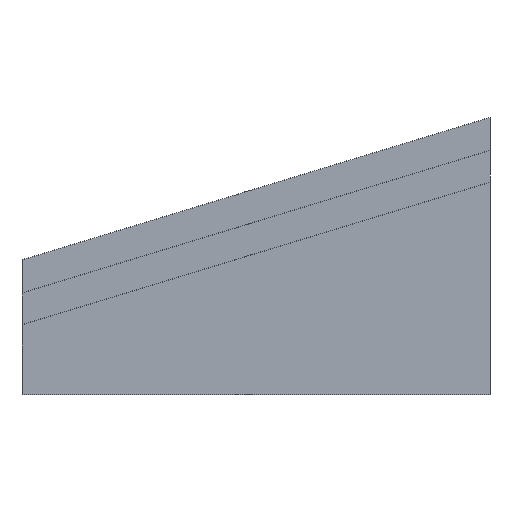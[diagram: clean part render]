
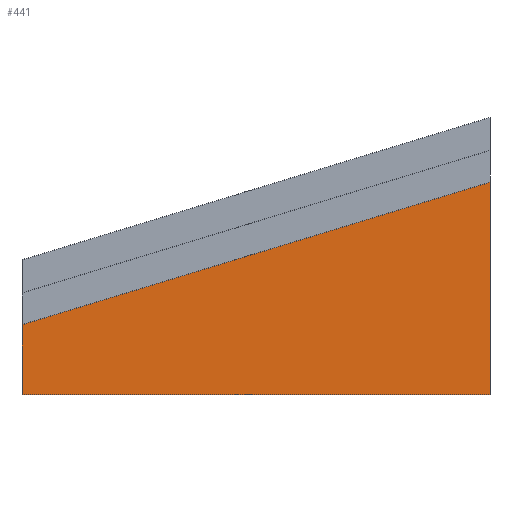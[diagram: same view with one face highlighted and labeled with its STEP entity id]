
A CAD part, front view. The second image highlights one B-rep face of the part: STEP entity #441.
In plain terms, the highlighted planar face has unit normal (0, -1, 0).
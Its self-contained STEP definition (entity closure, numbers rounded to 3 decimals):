
#61=CARTESIAN_POINT('Vertex',(100.,-50.,0.)) ;
#66=CARTESIAN_POINT('Line Origine',(0.,-50.,0.)) ;
#70=CARTESIAN_POINT('Vertex',(-100.,-50.,0.)) ;
#287=CARTESIAN_POINT('Vertex',(-100.,-50.,29.878)) ;
#311=CARTESIAN_POINT('Line Origine',(-100.,-50.,14.939)) ;
#356=CARTESIAN_POINT('Vertex',(100.,-50.,90.798)) ;
#359=CARTESIAN_POINT('Line Origine',(100.,-50.,45.399)) ;
#413=CARTESIAN_POINT('Line Origine',(0.,-50.,60.338)) ;
#430=CARTESIAN_POINT('Axis2P3D Location',(100.,-50.,0.)) ;
#67=DIRECTION('Vector Direction',(-1.,0.,0.)) ;
#312=DIRECTION('Vector Direction',(0.,0.,1.)) ;
#360=DIRECTION('Vector Direction',(0.,0.,1.)) ;
#414=DIRECTION('Vector Direction',(0.957,0.,0.291)) ;
#431=DIRECTION('Axis2P3D Direction',(0.,1.,-0.)) ;
#432=DIRECTION('Axis2P3D XDirection',(-1.,0.,0.)) ;
#433=AXIS2_PLACEMENT_3D('Plane Axis2P3D',#430,#431,#432) ;
#436=ORIENTED_EDGE('',*,*,#417,.F.) ;
#437=ORIENTED_EDGE('',*,*,#315,.F.) ;
#438=ORIENTED_EDGE('',*,*,#72,.T.) ;
#439=ORIENTED_EDGE('',*,*,#363,.T.) ;
#68=VECTOR('Line Direction',#67,1.) ;
#313=VECTOR('Line Direction',#312,1.) ;
#361=VECTOR('Line Direction',#360,1.) ;
#415=VECTOR('Line Direction',#414,1.) ;
#441=ADVANCED_FACE('PartBody',(#440),#434,.F.) ;
#72=EDGE_CURVE('',#71,#62,#69,.F.) ;
#315=EDGE_CURVE('',#71,#288,#314,.T.) ;
#363=EDGE_CURVE('',#62,#357,#362,.T.) ;
#417=EDGE_CURVE('',#288,#357,#416,.T.) ;
#435=EDGE_LOOP('',(#436,#437,#438,#439)) ;
#440=FACE_OUTER_BOUND('',#435,.T.) ;
#69=LINE('Line',#66,#68) ;
#314=LINE('Line',#311,#313) ;
#362=LINE('Line',#359,#361) ;
#416=LINE('Line',#413,#415) ;
#434=PLANE('Plane',#433) ;
#62=VERTEX_POINT('',#61) ;
#71=VERTEX_POINT('',#70) ;
#288=VERTEX_POINT('',#287) ;
#357=VERTEX_POINT('',#356) ;
